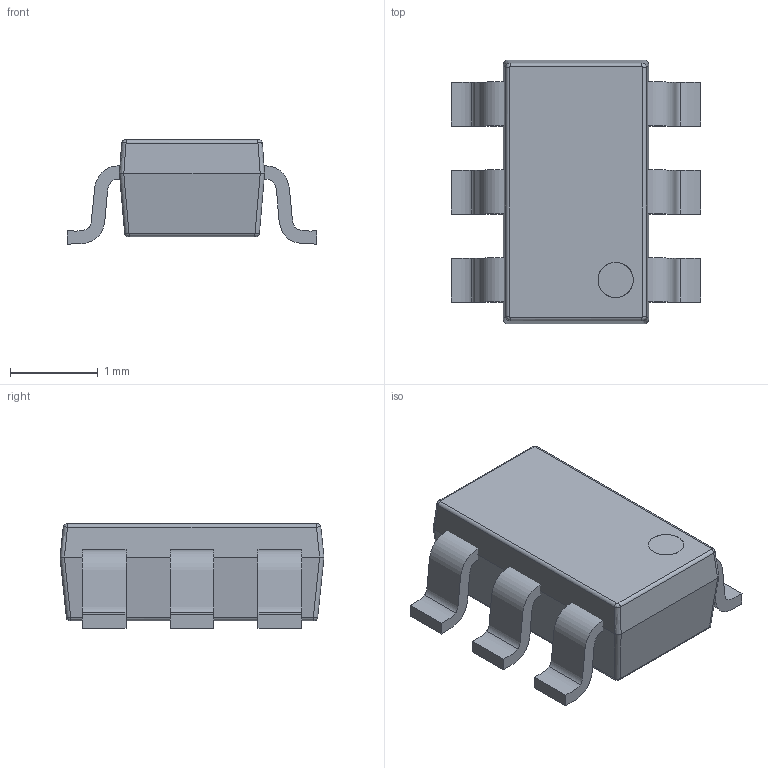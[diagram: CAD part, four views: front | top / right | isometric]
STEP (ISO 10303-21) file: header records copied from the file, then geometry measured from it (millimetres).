
FILE_DESCRIPTION (( 'STEP AP214' ), '1' );
FILE_NAME ('GENERIC_SOT23-6.STEP', '2023-01-23T14:11:04', ( '' ), ( '' ), 'SwSTEP 2.0', 'SolidWorks 2023', '' );
FILE_SCHEMA (( 'AUTOMOTIVE_DESIGN' ));
Length unit declared in the file: millimetre
Products named in the file (1): GENERIC_SOT23-6
Bounding box: 2.84 x 3 x 1.18 mm (x, y, z)
Surface area: 28.8 mm2 (no closed solid volume)
Topology: 0 solids, 8 shells, 77 faces, 166 edges, 104 vertices
Faces by surface type: bspline 54, plane 23
Entity records: 5062 total; most frequent: CARTESIAN_POINT 3022, ORIENTED_EDGE 328, EDGE_CURVE 166, B_SPLINE_CURVE_WITH_KNOTS 148, VERTEX_POINT 104, UNCERTAINTY_MEASURE_WITH_UNIT 84, FILL_AREA_STYLE_COLOUR 83, MECHANICAL_DESIGN_GEOMETRIC_PRESENTATION_REPRESENTATION 83
